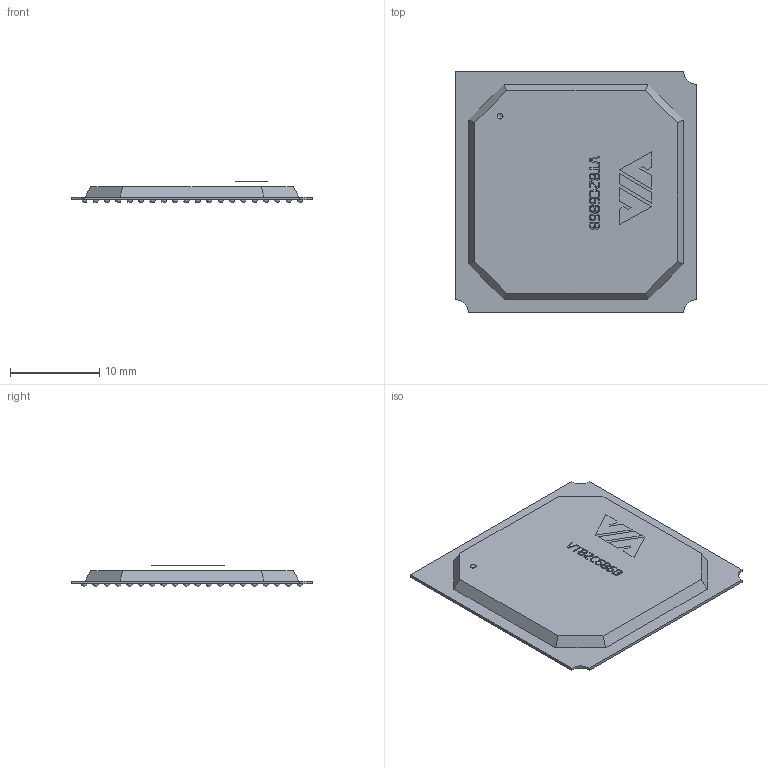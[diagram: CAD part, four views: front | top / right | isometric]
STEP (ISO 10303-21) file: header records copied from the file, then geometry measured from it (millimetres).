
FILE_DESCRIPTION(('FreeCAD Model'),'2;1');
FILE_NAME('Open CASCADE Shape Model','2022-08-10T15:15:16',(''),(''), 'Open CASCADE STEP processor 7.5','FreeCAD','Unknown');
FILE_SCHEMA(('AUTOMOTIVE_DESIGN { 1 0 10303 214 1 1 1 1 }'));
Length unit declared in the file: millimetre
Products named in the file (5): VIA_686B; VT82C686B; VIA Logo; Cut; PCB Interposer
Assembly tree (4 placements, depth 2):
  VIA_686B
    VT82C686B
    VIA Logo
    Cut
    PCB Interposer
Bounding box: 27 x 27 x 2.4 mm (x, y, z)
Volume: 860.3 mm3; surface area: 2771.3 mm2
Topology: 2 solids, 14 shells, 432 faces, 1463 edges, 1047 vertices
Faces by surface type: sphere 401, plane 17, bspline 11, cylinder 3
Entity records: 28569 total; most frequent: CARTESIAN_POINT 7690, DIRECTION 3934, ORIENTED_EDGE 1909, PCURVE 1909, DEFINITIONAL_REPRESENTATION 1909, LINE 1460, VECTOR 1460, AXIS2_PLACEMENT_3D 1234
